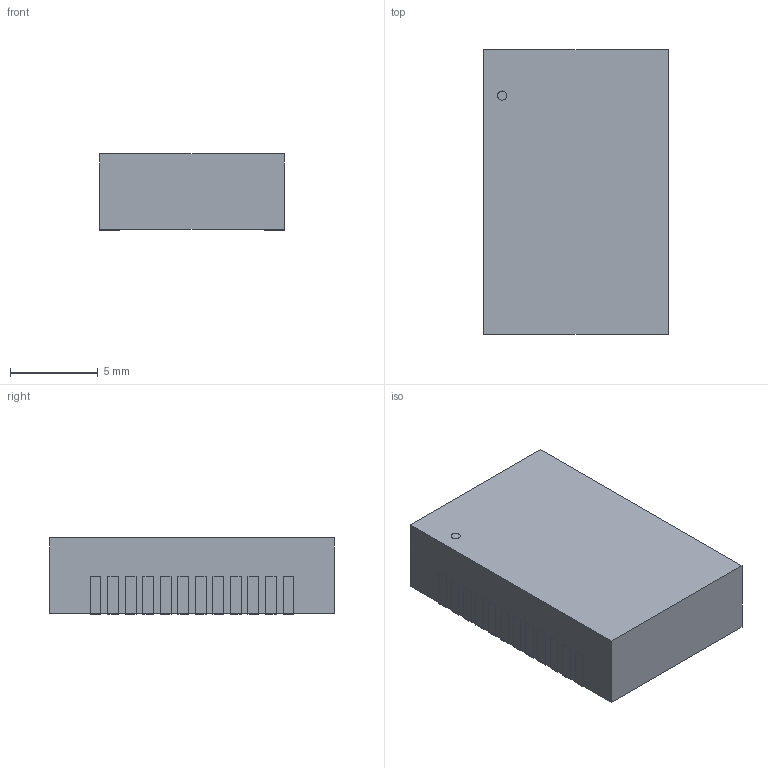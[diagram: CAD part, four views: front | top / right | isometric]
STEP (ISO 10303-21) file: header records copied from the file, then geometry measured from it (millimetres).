
FILE_DESCRIPTION(('STEP AP214'),'1');
FILE_NAME('SMD_23310_WRE','2024-09-06T07:13:09',(''),(''),'','','');
FILE_SCHEMA(('AUTOMOTIVE_DESIGN'));
Length unit declared in the file: millimetre
Products named in the file (1): product
Bounding box: 10.54 x 16.26 x 4.35 mm (x, y, z)
Volume: 736.3 mm3; surface area: 673.1 mm2
Topology: 26 solids, 26 shells, 201 faces, 447 edges, 298 vertices
Faces by surface type: plane 200, cylinder 1
Full cylindrical faces by diameter (mm): 0.527 x1
Entity records: 5317 total; most frequent: ORIENTED_EDGE 892, DIRECTION 854, CARTESIAN_POINT 503, EDGE_CURVE 446, LINE 444, VECTOR 444, VERTEX_POINT 298, AXIS2_PLACEMENT_3D 205
